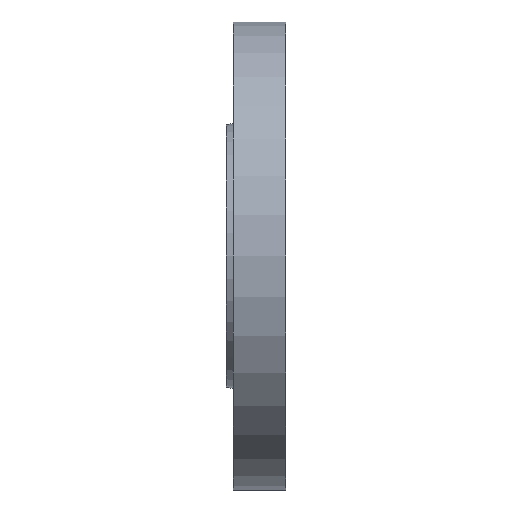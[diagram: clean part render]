
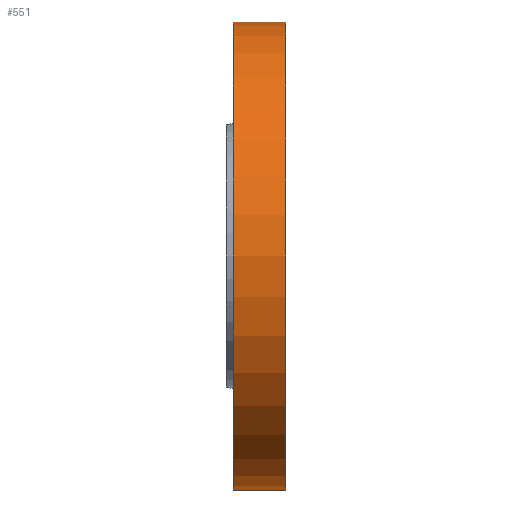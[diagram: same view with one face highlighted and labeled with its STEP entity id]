
A CAD part, left-side view. The second image highlights one B-rep face of the part: STEP entity #551.
In plain terms, the highlighted cylindrical face has radius 102.5 mm (diameter 205 mm), a partial arc.
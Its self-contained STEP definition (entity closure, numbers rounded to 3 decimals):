
#5 = VERTEX_POINT ( 'NONE', #705 ) ;
#18 = CARTESIAN_POINT ( 'NONE',  ( 0., 23., -102.5 ) ) ;
#30 = DIRECTION ( 'NONE',  ( 0., 0., 1. ) ) ;
#34 = ORIENTED_EDGE ( 'NONE', *, *, #401, .F. ) ;
#128 = EDGE_LOOP ( 'NONE', ( #34, #807, #696, #324 ) ) ;
#130 = AXIS2_PLACEMENT_3D ( 'NONE', #413, #671, #529 ) ;
#137 = EDGE_CURVE ( 'NONE', #636, #225, #375, .T. ) ;
#143 = CARTESIAN_POINT ( 'NONE',  ( 0., 23., 0. ) ) ;
#155 = EDGE_CURVE ( 'NONE', #636, #462, #338, .T. ) ;
#162 = CARTESIAN_POINT ( 'NONE',  ( 0., 23., -102.5 ) ) ;
#225 = VERTEX_POINT ( 'NONE', #627 ) ;
#282 = DIRECTION ( 'NONE',  ( 0., 1., 0. ) ) ;
#324 = ORIENTED_EDGE ( 'NONE', *, *, #704, .T. ) ;
#338 = LINE ( 'NONE', #162, #738 ) ;
#359 = DIRECTION ( 'NONE',  ( 0., 1., 0. ) ) ;
#372 = VECTOR ( 'NONE', #580, 1000. ) ;
#375 = CIRCLE ( 'NONE', #457, 102.5 ) ;
#401 = EDGE_CURVE ( 'NONE', #225, #5, #720, .T. ) ;
#413 = CARTESIAN_POINT ( 'NONE',  ( 0., 23., 0. ) ) ;
#414 = CIRCLE ( 'NONE', #795, 102.5 ) ;
#420 = DIRECTION ( 'NONE',  ( 0., -1., 0. ) ) ;
#457 = AXIS2_PLACEMENT_3D ( 'NONE', #143, #282, #30 ) ;
#462 = VERTEX_POINT ( 'NONE', #603 ) ;
#529 = DIRECTION ( 'NONE',  ( 0., 0., -1. ) ) ;
#551 = ADVANCED_FACE ( 'NONE', ( #588 ), #592, .T. ) ;
#564 = DIRECTION ( 'NONE',  ( 0., 0., 1. ) ) ;
#572 = CARTESIAN_POINT ( 'NONE',  ( 0., 23., 102.5 ) ) ;
#580 = DIRECTION ( 'NONE',  ( 0., -1., 0. ) ) ;
#588 = FACE_OUTER_BOUND ( 'NONE', #128, .T. ) ;
#592 = CYLINDRICAL_SURFACE ( 'NONE', #130, 102.5 ) ;
#603 = CARTESIAN_POINT ( 'NONE',  ( 0., 0., -102.5 ) ) ;
#627 = CARTESIAN_POINT ( 'NONE',  ( 0., 23., 102.5 ) ) ;
#636 = VERTEX_POINT ( 'NONE', #18 ) ;
#671 = DIRECTION ( 'NONE',  ( 0., -1., 0. ) ) ;
#688 = CARTESIAN_POINT ( 'NONE',  ( 0., 0., 0. ) ) ;
#696 = ORIENTED_EDGE ( 'NONE', *, *, #155, .T. ) ;
#704 = EDGE_CURVE ( 'NONE', #462, #5, #414, .T. ) ;
#705 = CARTESIAN_POINT ( 'NONE',  ( 0., 0., 102.5 ) ) ;
#720 = LINE ( 'NONE', #572, #372 ) ;
#738 = VECTOR ( 'NONE', #420, 1000. ) ;
#795 = AXIS2_PLACEMENT_3D ( 'NONE', #688, #359, #564 ) ;
#807 = ORIENTED_EDGE ( 'NONE', *, *, #137, .F. ) ;
